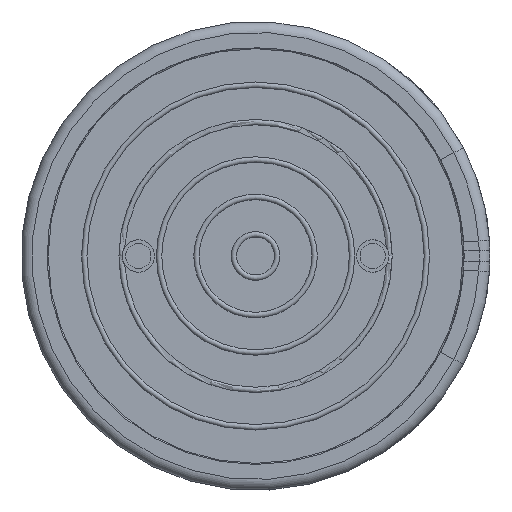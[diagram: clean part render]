
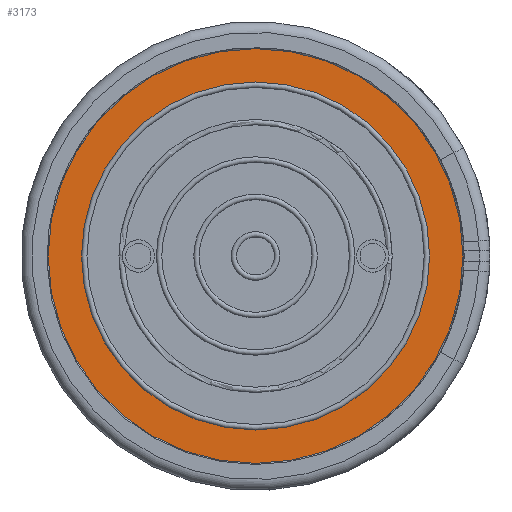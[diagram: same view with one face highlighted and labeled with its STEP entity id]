
A CAD part, front view. The second image highlights one B-rep face of the part: STEP entity #3173.
In plain terms, the highlighted planar face has unit normal (0, -1, 0).
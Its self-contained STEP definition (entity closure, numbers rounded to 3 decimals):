
#46=FACE_BOUND('',#490,.T.);
#218=PLANE('',#3549);
#339=FACE_OUTER_BOUND('',#489,.T.);
#489=EDGE_LOOP('',(#2871,#2872));
#490=EDGE_LOOP('',(#2873,#2874));
#959=CIRCLE('',#3466,5.75);
#960=CIRCLE('',#3467,5.75);
#992=CIRCLE('',#3508,4.825);
#993=CIRCLE('',#3509,4.825);
#1362=VERTEX_POINT('',#6038);
#1363=VERTEX_POINT('',#6040);
#1390=VERTEX_POINT('',#6118);
#1391=VERTEX_POINT('',#6119);
#1824=EDGE_CURVE('',#1362,#1363,#959,.T.);
#1825=EDGE_CURVE('',#1363,#1362,#960,.T.);
#1866=EDGE_CURVE('',#1390,#1391,#992,.T.);
#1867=EDGE_CURVE('',#1391,#1390,#993,.T.);
#2871=ORIENTED_EDGE('',*,*,#1825,.F.);
#2872=ORIENTED_EDGE('',*,*,#1824,.F.);
#2873=ORIENTED_EDGE('',*,*,#1866,.T.);
#2874=ORIENTED_EDGE('',*,*,#1867,.T.);
#3173=ADVANCED_FACE('',(#339,#46),#218,.T.);
#3466=AXIS2_PLACEMENT_3D('',#6041,#4220,#4221);
#3467=AXIS2_PLACEMENT_3D('',#6042,#4222,#4223);
#3508=AXIS2_PLACEMENT_3D('',#6120,#4313,#4314);
#3509=AXIS2_PLACEMENT_3D('',#6121,#4315,#4316);
#3549=AXIS2_PLACEMENT_3D('',#6194,#4406,#4407);
#4220=DIRECTION('center_axis',(0.,1.,0.));
#4221=DIRECTION('ref_axis',(1.,0.,0.));
#4222=DIRECTION('center_axis',(0.,1.,0.));
#4223=DIRECTION('ref_axis',(1.,0.,0.));
#4313=DIRECTION('center_axis',(0.,1.,0.));
#4314=DIRECTION('ref_axis',(-1.,0.,0.));
#4315=DIRECTION('center_axis',(0.,1.,0.));
#4316=DIRECTION('ref_axis',(-1.,0.,0.));
#4406=DIRECTION('center_axis',(0.,-1.,0.));
#4407=DIRECTION('ref_axis',(0.,0.,-1.));
#6038=CARTESIAN_POINT('',(-5.75,0.1,0.));
#6040=CARTESIAN_POINT('',(5.75,0.1,0.));
#6041=CARTESIAN_POINT('Origin',(0.,0.1,0.));
#6042=CARTESIAN_POINT('Origin',(0.,0.1,0.));
#6118=CARTESIAN_POINT('',(-4.825,0.1,0.));
#6119=CARTESIAN_POINT('',(4.825,0.1,0.));
#6120=CARTESIAN_POINT('Origin',(0.,0.1,0.));
#6121=CARTESIAN_POINT('Origin',(0.,0.1,0.));
#6194=CARTESIAN_POINT('Origin',(0.,0.1,0.));
